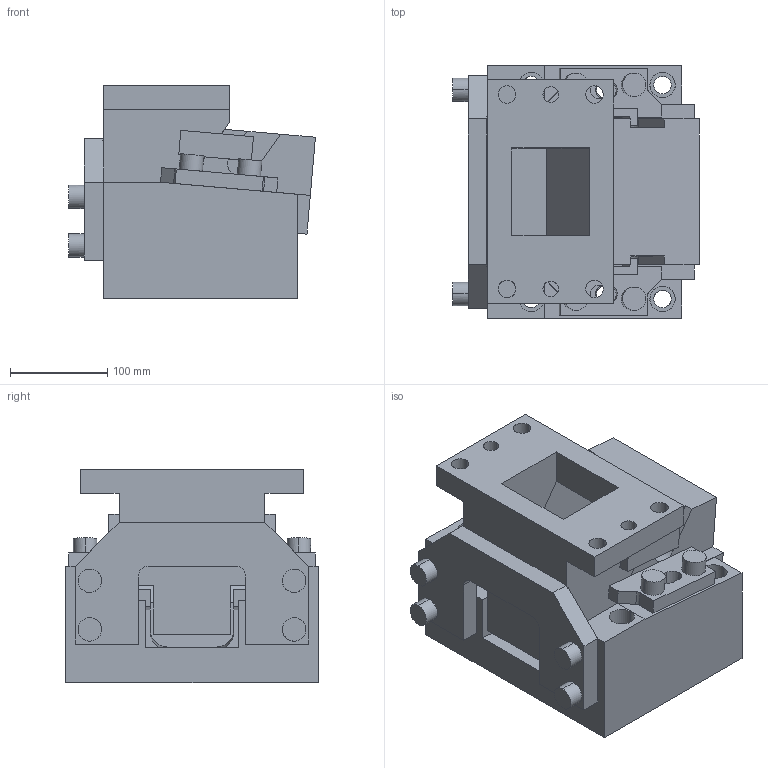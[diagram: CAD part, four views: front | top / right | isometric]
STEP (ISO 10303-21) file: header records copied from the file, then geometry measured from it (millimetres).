
FILE_DESCRIPTION(('CATIA V5 STEP Exchange'),'2;1');
FILE_NAME('CDCA_150_05_70.stp','2018-09-13T14:36:48+00:00',('none'),('none'),'CATIA Version 5 Release 20 GA (IN-10)','CATIA V5 STEP AP203','none');
FILE_SCHEMA(('CONFIG_CONTROL_DESIGN'));
Length unit declared in the file: millimetre
Products named in the file (1): CDCA_150_05_70
Bounding box: 253.92 x 260 x 220 mm (x, y, z)
Volume: 8090510.6 mm3; surface area: 649910.2 mm2
Topology: 3 solids, 3 shells, 238 faces, 614 edges, 404 vertices
Faces by surface type: plane 152, cylinder 86
Entity records: 8300 total; most frequent: CARTESIAN_POINT 3159, ORIENTED_EDGE 1228, DIRECTION 709, EDGE_CURVE 614, VERTEX_POINT 404, B_SPLINE_CURVE_WITH_KNOTS 345, AXIS2_PLACEMENT_3D 294, EDGE_LOOP 286
